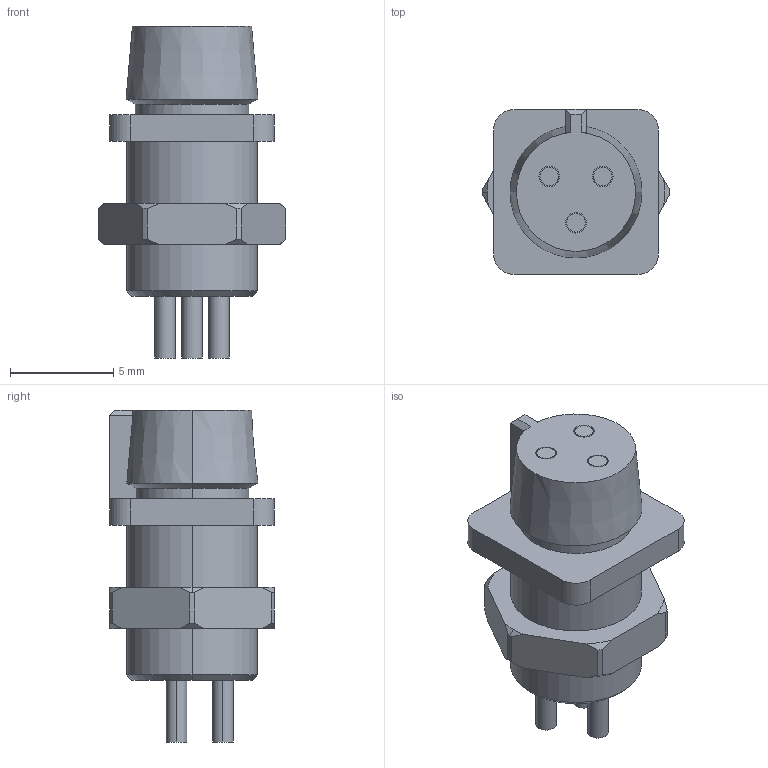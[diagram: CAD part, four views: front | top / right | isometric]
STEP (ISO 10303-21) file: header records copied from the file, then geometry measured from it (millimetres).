
FILE_DESCRIPTION (( 'STEP AP214' ), '1' );
FILE_NAME ('00027447_C.STEP', '2014-12-02T14:08:29', ( '' ), ( '' ), 'SwSTEP 2.0', 'SolidWorks 2014', '' );
FILE_SCHEMA (( 'AUTOMOTIVE_DESIGN' ));
Length unit declared in the file: millimetre
Products named in the file (2): 00027447_C
Bounding box: 9.1 x 8 x 16.1 mm (x, y, z)
Volume: 498.9 mm3; surface area: 613.9 mm2
Topology: 2 solids, 2 shells, 88 faces, 213 edges, 139 vertices
Faces by surface type: cylinder 36, plane 30, cone 22
Entity records: 2721 total; most frequent: CARTESIAN_POINT 541, DIRECTION 458, ORIENTED_EDGE 426, EDGE_CURVE 213, AXIS2_PLACEMENT_3D 185, VERTEX_POINT 139, EDGE_LOOP 100, CIRCLE 95
